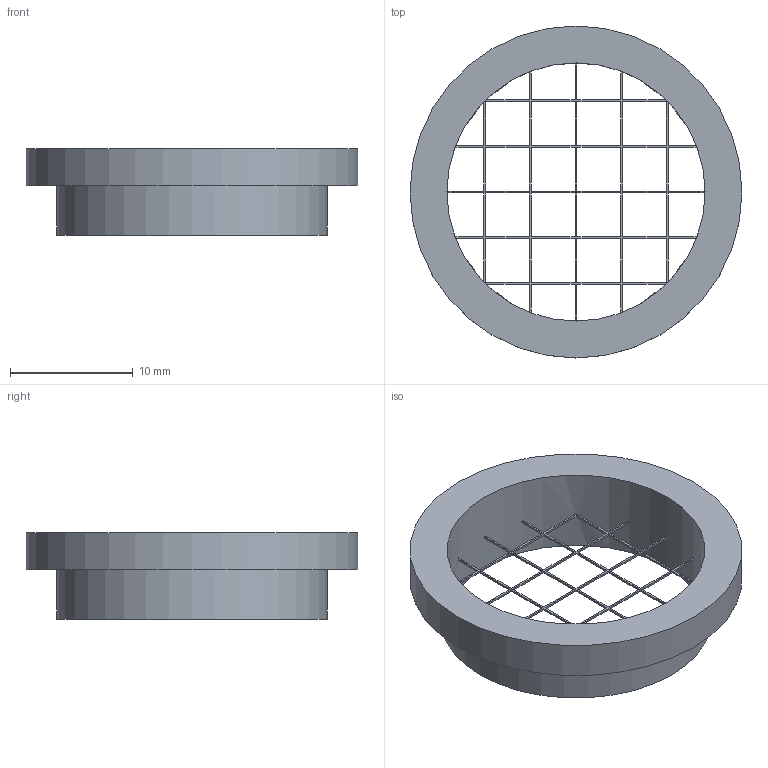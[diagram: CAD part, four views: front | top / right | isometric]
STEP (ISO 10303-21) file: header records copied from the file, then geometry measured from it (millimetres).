
FILE_DESCRIPTION(('Open CASCADE Model'),'2;1');
FILE_NAME('Open CASCADE Shape Model','2023-12-20T14:08:17',('Author'),( 'Open CASCADE'),'Open CASCADE STEP processor 7.7','Open CASCADE 7.7' ,'Unknown');
FILE_SCHEMA(('AUTOMOTIVE_DESIGN { 1 0 10303 214 1 1 1 1 }'));
Length unit declared in the file: millimetre
Products named in the file (1): Open CASCADE STEP translator 7.7 1
Bounding box: 27 x 27 x 7 mm (x, y, z)
Volume: 817.6 mm3; surface area: 1549.6 mm2
Topology: 1 solids, 1 shells, 112 faces, 372 edges, 248 vertices
Faces by surface type: plane 109, cylinder 3
Full cylindrical faces by diameter (mm): 21 x1, 22 x1, 27 x1
Entity records: 8834 total; most frequent: CARTESIAN_POINT 1885, DIRECTION 1114, LINE 796, VECTOR 796, ORIENTED_EDGE 744, PCURVE 744, DEFINITIONAL_REPRESENTATION 744, EDGE_CURVE 372
